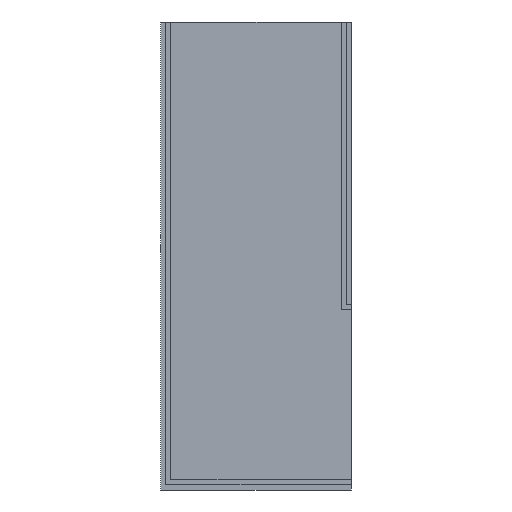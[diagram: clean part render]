
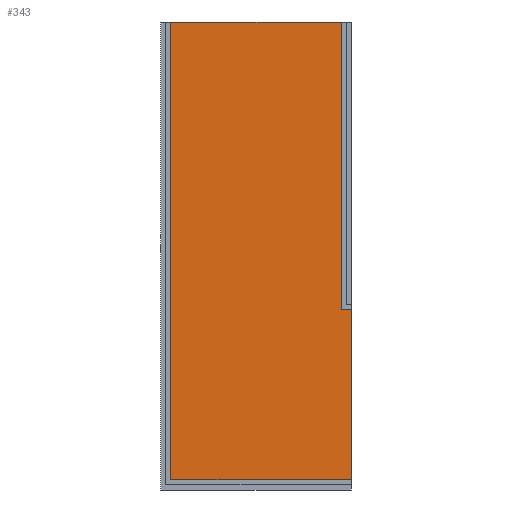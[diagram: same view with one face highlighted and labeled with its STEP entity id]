
A CAD part, front view. The second image highlights one B-rep face of the part: STEP entity #343.
In plain terms, the highlighted planar face has unit normal (0, -1, 0).
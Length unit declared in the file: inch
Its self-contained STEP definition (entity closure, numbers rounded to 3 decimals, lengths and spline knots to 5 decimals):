
#17=FACE_OUTER_BOUND('',#35,.T.);
#35=EDGE_LOOP('',(#235,#236,#237,#238,#239,#240));
#58=LINE('',#496,#106);
#59=LINE('',#498,#107);
#60=LINE('',#500,#108);
#61=LINE('',#502,#109);
#62=LINE('',#504,#110);
#63=LINE('',#505,#111);
#106=VECTOR('',#406,0.3937);
#107=VECTOR('',#407,0.3937);
#108=VECTOR('',#408,0.3937);
#109=VECTOR('',#409,0.3937);
#110=VECTOR('',#410,0.3937);
#111=VECTOR('',#411,0.3937);
#153=VERTEX_POINT('',#494);
#154=VERTEX_POINT('',#495);
#155=VERTEX_POINT('',#497);
#156=VERTEX_POINT('',#499);
#157=VERTEX_POINT('',#501);
#158=VERTEX_POINT('',#503);
#186=EDGE_CURVE('',#153,#154,#58,.T.);
#187=EDGE_CURVE('',#154,#155,#59,.T.);
#188=EDGE_CURVE('',#155,#156,#60,.T.);
#189=EDGE_CURVE('',#156,#157,#61,.T.);
#190=EDGE_CURVE('',#158,#157,#62,.T.);
#191=EDGE_CURVE('',#153,#158,#63,.T.);
#235=ORIENTED_EDGE('',*,*,#186,.T.);
#236=ORIENTED_EDGE('',*,*,#187,.T.);
#237=ORIENTED_EDGE('',*,*,#188,.T.);
#238=ORIENTED_EDGE('',*,*,#189,.T.);
#239=ORIENTED_EDGE('',*,*,#190,.F.);
#240=ORIENTED_EDGE('',*,*,#191,.F.);
#325=PLANE('',#375);
#343=ADVANCED_FACE('',(#17),#325,.T.);
#375=AXIS2_PLACEMENT_3D('',#493,#404,#405);
#404=DIRECTION('center_axis',(0.,-1.,0.));
#405=DIRECTION('ref_axis',(1.,0.,0.));
#406=DIRECTION('',(1.,0.,0.));
#407=DIRECTION('',(0.,0.,1.));
#408=DIRECTION('',(-1.,0.,0.));
#409=DIRECTION('',(0.,0.,1.));
#410=DIRECTION('',(1.,0.,0.));
#411=DIRECTION('',(0.,0.,1.));
#493=CARTESIAN_POINT('Origin',(-13.29853,0.,-0.00168));
#494=CARTESIAN_POINT('',(-12.54853,0.,0.74832));
#495=CARTESIAN_POINT('',(0.57647,0.,0.74832));
#496=CARTESIAN_POINT('',(-6.54853,0.,0.74832));
#497=CARTESIAN_POINT('',(0.57647,0.,13.12332));
#498=CARTESIAN_POINT('',(0.57647,0.,-0.00168));
#499=CARTESIAN_POINT('',(-0.17353,0.,13.12332));
#500=CARTESIAN_POINT('',(-6.36103,0.,13.12332));
#501=CARTESIAN_POINT('',(-0.17353,0.,33.99832));
#502=CARTESIAN_POINT('',(-0.17353,0.,-0.00168));
#503=CARTESIAN_POINT('',(-12.54853,0.,33.99832));
#504=CARTESIAN_POINT('',(-9.45478,0.,33.99832));
#505=CARTESIAN_POINT('',(-12.54853,0.,-0.00168));
